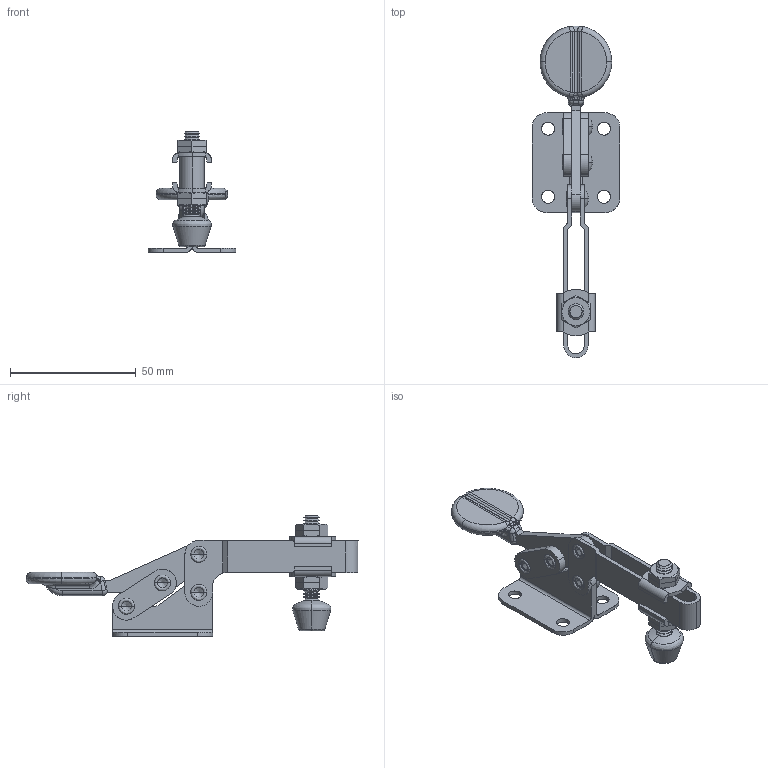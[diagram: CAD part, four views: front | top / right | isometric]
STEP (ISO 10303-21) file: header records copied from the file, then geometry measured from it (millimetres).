
FILE_DESCRIPTION((''),' ');
FILE_NAME('GH-22100.stp',' ',('stephen'),('BIB design'),' ','ACIS 14.0',' ');
FILE_SCHEMA(('automotive_design'));
Length unit declared in the file: inch
Products named in the file (16): Part_1418; Part_1311; Part_1417; Part_1416; Part_1415; Part_61349; Part_59407; Part_59674; Part_360379; Part_61578; Part_246207; Part_256241; Part_256242; Part_343182; Part_358236; Part_360361
Bounding box: 34.92 x 131.8 x 48 mm (x, y, z)
Volume: 18574.7 mm3; surface area: 21334.9 mm2
Topology: 16 solids, 16 shells, 533 faces, 1861 edges, 1342 vertices
Faces by surface type: revolution 287, bspline 131, plane 60, cylinder 40, torus 9, sphere 6
Entity records: 50463 total; most frequent: CARTESIAN_POINT 14719, PRESENTATION_STYLE_ASSIGNMENT 4162, COLOUR_RGB 4162, STYLED_ITEM 3718, ORIENTED_EDGE 3662, DIRECTION 2387, CURVE_STYLE 2275, EDGE_CURVE 1831
